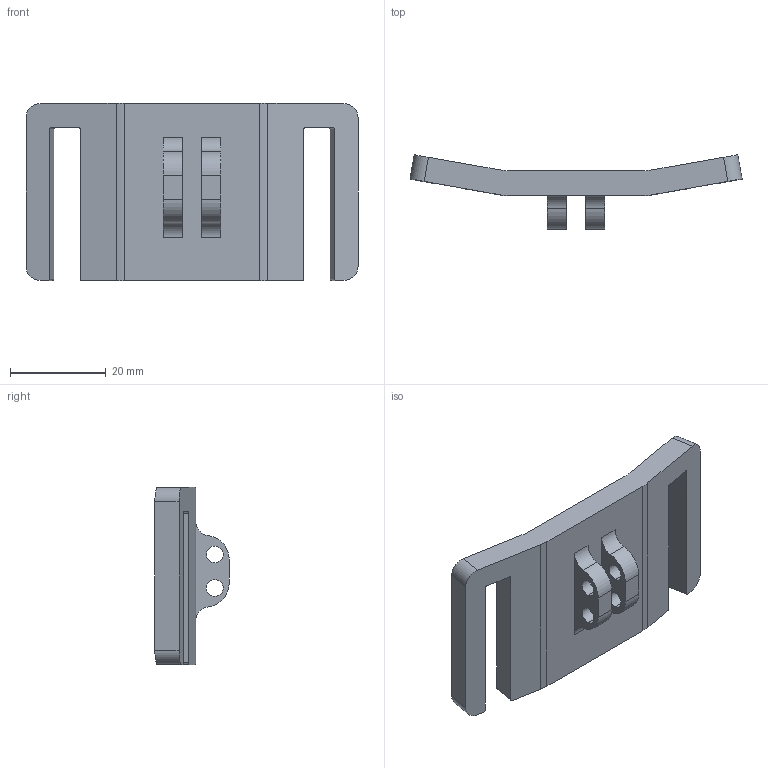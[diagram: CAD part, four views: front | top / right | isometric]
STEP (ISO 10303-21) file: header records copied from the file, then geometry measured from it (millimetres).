
FILE_DESCRIPTION (( 'STEP AP214' ), '1' );
FILE_NAME ('base_vertical_170.STEP', '2023-12-01T13:30:02', ( '' ), ( '' ), 'SwSTEP 2.0', 'SolidWorks 2022', '' );
FILE_SCHEMA (( 'AUTOMOTIVE_DESIGN' ));
Length unit declared in the file: millimetre
Products named in the file (1): base_vertical_170
Bounding box: 69.39 x 15.52 x 37 mm (x, y, z)
Volume: 11638.7 mm3; surface area: 6526.8 mm2
Topology: 1 solids, 1 shells, 56 faces, 156 edges, 104 vertices
Faces by surface type: cylinder 32, plane 24
Entity records: 1874 total; most frequent: DIRECTION 334, CARTESIAN_POINT 317, ORIENTED_EDGE 312, EDGE_CURVE 156, AXIS2_PLACEMENT_3D 121, VERTEX_POINT 104, LINE 92, VECTOR 92
